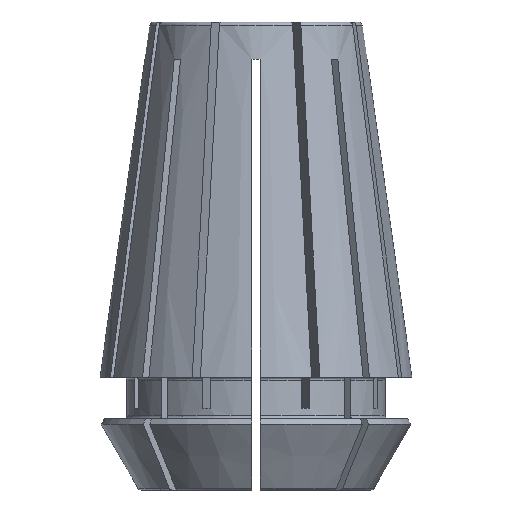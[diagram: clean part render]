
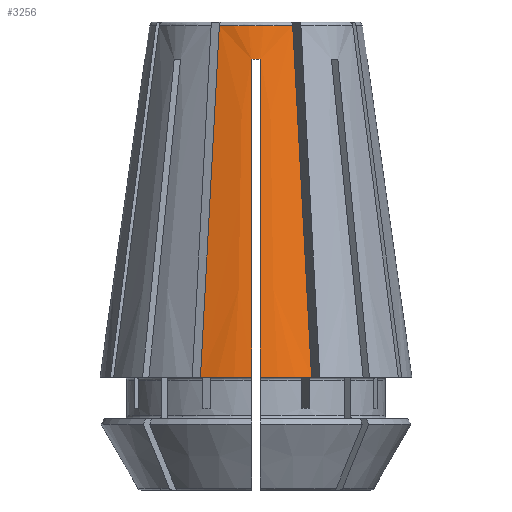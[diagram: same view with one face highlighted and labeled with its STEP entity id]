
A CAD part, left-side view. The second image highlights one B-rep face of the part: STEP entity #3256.
In plain terms, the highlighted conical face has half-angle 8 degrees and reference radius 7.177 mm.
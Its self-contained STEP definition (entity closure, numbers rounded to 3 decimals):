
#90=CONICAL_SURFACE('',#3525,7.177,0.14);
#114=CIRCLE('',#3410,7.492);
#188=CIRCLE('',#3526,10.5);
#189=CIRCLE('',#3527,7.177);
#190=CIRCLE('',#3528,10.5);
#985=ORIENTED_EDGE('',*,*,#1991,.F.);
#986=ORIENTED_EDGE('',*,*,#1778,.F.);
#987=ORIENTED_EDGE('',*,*,#1777,.T.);
#988=ORIENTED_EDGE('',*,*,#1992,.T.);
#989=ORIENTED_EDGE('',*,*,#1871,.T.);
#990=ORIENTED_EDGE('',*,*,#1993,.F.);
#991=ORIENTED_EDGE('',*,*,#1994,.F.);
#992=ORIENTED_EDGE('',*,*,#1995,.T.);
#1777=EDGE_CURVE('',#2291,#2303,#2633,.T.);
#1778=EDGE_CURVE('',#2291,#2304,#114,.T.);
#1871=EDGE_CURVE('',#2391,#2390,#2663,.T.);
#1991=EDGE_CURVE('',#2304,#2480,#2697,.T.);
#1992=EDGE_CURVE('',#2303,#2391,#188,.T.);
#1993=EDGE_CURVE('',#2481,#2390,#189,.T.);
#1994=EDGE_CURVE('',#2482,#2481,#2698,.T.);
#1995=EDGE_CURVE('',#2482,#2480,#190,.T.);
#2291=VERTEX_POINT('',#4783);
#2303=VERTEX_POINT('',#4818);
#2304=VERTEX_POINT('',#4831);
#2390=VERTEX_POINT('',#5130);
#2391=VERTEX_POINT('',#5138);
#2480=VERTEX_POINT('',#5541);
#2481=VERTEX_POINT('',#5544);
#2482=VERTEX_POINT('',#5552);
#2633=B_SPLINE_CURVE_WITH_KNOTS('',3,(#4819,#4820,#4821,#4822,#4823,#4824,
#4825,#4826,#4827,#4828),.UNSPECIFIED.,.F.,.F.,(4,3,3,4),(0.011,
0.014,0.028,0.033),.UNSPECIFIED.);
#2663=B_SPLINE_CURVE_WITH_KNOTS('',3,(#5131,#5132,#5133,#5134,#5135,#5136,
#5137),.UNSPECIFIED.,.F.,.F.,(4,3,4),(0.,0.018,
0.024),.UNSPECIFIED.);
#2697=B_SPLINE_CURVE_WITH_KNOTS('',3,(#5531,#5532,#5533,#5534,#5535,#5536,
#5537,#5538,#5539,#5540),.UNSPECIFIED.,.F.,.F.,(4,3,3,4),(0.011,
0.014,0.028,0.033),.UNSPECIFIED.);
#2698=B_SPLINE_CURVE_WITH_KNOTS('',3,(#5545,#5546,#5547,#5548,#5549,#5550,
#5551),.UNSPECIFIED.,.F.,.F.,(4,3,4),(0.,0.018,
0.024),.UNSPECIFIED.);
#2812=EDGE_LOOP('',(#985,#986,#987,#988,#989,#990,#991,#992));
#2990=FACE_BOUND('',#2812,.T.);
#3256=ADVANCED_FACE('',(#2990),#90,.T.);
#3410=AXIS2_PLACEMENT_3D('',#4830,#3811,#3812);
#3525=AXIS2_PLACEMENT_3D('',#5530,#4117,#4118);
#3526=AXIS2_PLACEMENT_3D('',#5542,#4119,#4120);
#3527=AXIS2_PLACEMENT_3D('',#5543,#4121,#4122);
#3528=AXIS2_PLACEMENT_3D('',#5553,#4123,#4124);
#3811=DIRECTION('',(0.,0.,-1.));
#3812=DIRECTION('',(-1.,0.,0.));
#4117=DIRECTION('',(0.,0.,-1.));
#4118=DIRECTION('',(-1.,0.,0.));
#4119=DIRECTION('',(0.,0.,1.));
#4120=DIRECTION('',(1.,0.,0.));
#4121=DIRECTION('',(0.,0.,1.));
#4122=DIRECTION('',(1.,0.,0.));
#4123=DIRECTION('',(0.,0.,1.));
#4124=DIRECTION('',(1.,0.,0.));
#4783=CARTESIAN_POINT('',(-7.486,-0.3,29.2));
#4818=CARTESIAN_POINT('',(-10.496,-0.3,7.8));
#4819=CARTESIAN_POINT('',(-7.486,-0.3,29.2));
#4820=CARTESIAN_POINT('',(-7.617,-0.3,28.274));
#4821=CARTESIAN_POINT('',(-7.747,-0.3,27.347));
#4822=CARTESIAN_POINT('',(-7.877,-0.3,26.421));
#4823=CARTESIAN_POINT('',(-8.52,-0.3,21.852));
#4824=CARTESIAN_POINT('',(-9.162,-0.3,17.284));
#4825=CARTESIAN_POINT('',(-9.805,-0.3,12.715));
#4826=CARTESIAN_POINT('',(-10.035,-0.3,11.077));
#4827=CARTESIAN_POINT('',(-10.265,-0.3,9.438));
#4828=CARTESIAN_POINT('',(-10.496,-0.3,7.8));
#4830=CARTESIAN_POINT('',(0.,0.,29.2));
#4831=CARTESIAN_POINT('',(-7.486,0.3,29.2));
#5130=CARTESIAN_POINT('',(-6.74,-2.467,31.442));
#5131=CARTESIAN_POINT('',(-9.812,-3.739,7.8));
#5132=CARTESIAN_POINT('',(-9.021,-3.412,13.885));
#5133=CARTESIAN_POINT('',(-8.231,-3.085,19.97));
#5134=CARTESIAN_POINT('',(-7.44,-2.757,26.055));
#5135=CARTESIAN_POINT('',(-7.207,-2.66,27.85));
#5136=CARTESIAN_POINT('',(-6.973,-2.564,29.646));
#5137=CARTESIAN_POINT('',(-6.74,-2.467,31.442));
#5138=CARTESIAN_POINT('',(-9.812,-3.739,7.8));
#5530=CARTESIAN_POINT('',(0.,0.,31.442));
#5531=CARTESIAN_POINT('',(-7.486,0.3,29.2));
#5532=CARTESIAN_POINT('',(-7.617,0.3,28.274));
#5533=CARTESIAN_POINT('',(-7.747,0.3,27.347));
#5534=CARTESIAN_POINT('',(-7.877,0.3,26.421));
#5535=CARTESIAN_POINT('',(-8.52,0.3,21.852));
#5536=CARTESIAN_POINT('',(-9.162,0.3,17.284));
#5537=CARTESIAN_POINT('',(-9.805,0.3,12.715));
#5538=CARTESIAN_POINT('',(-10.035,0.3,11.077));
#5539=CARTESIAN_POINT('',(-10.265,0.3,9.438));
#5540=CARTESIAN_POINT('',(-10.496,0.3,7.8));
#5541=CARTESIAN_POINT('',(-10.496,0.3,7.8));
#5542=CARTESIAN_POINT('',(0.,0.,7.8));
#5543=CARTESIAN_POINT('',(0.,0.,31.442));
#5544=CARTESIAN_POINT('',(-6.74,2.467,31.442));
#5545=CARTESIAN_POINT('',(-9.812,3.739,7.8));
#5546=CARTESIAN_POINT('',(-9.021,3.412,13.885));
#5547=CARTESIAN_POINT('',(-8.231,3.085,19.97));
#5548=CARTESIAN_POINT('',(-7.44,2.757,26.055));
#5549=CARTESIAN_POINT('',(-7.207,2.66,27.85));
#5550=CARTESIAN_POINT('',(-6.973,2.564,29.646));
#5551=CARTESIAN_POINT('',(-6.74,2.467,31.442));
#5552=CARTESIAN_POINT('',(-9.812,3.739,7.8));
#5553=CARTESIAN_POINT('',(0.,0.,7.8));
